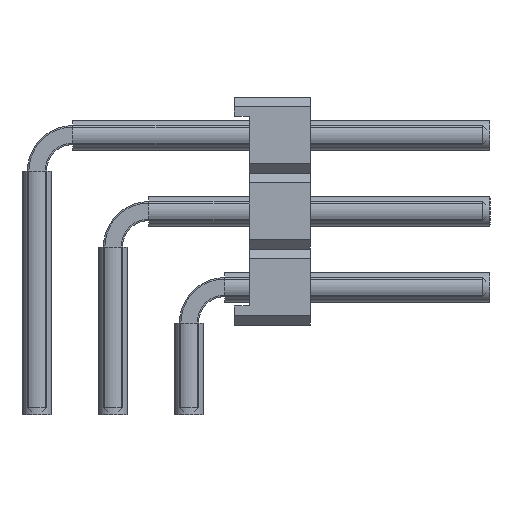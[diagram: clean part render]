
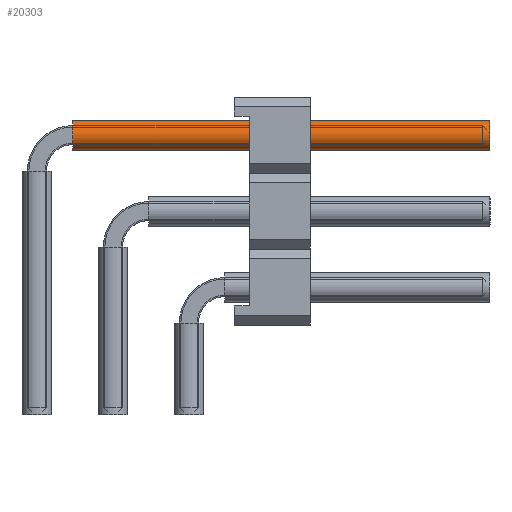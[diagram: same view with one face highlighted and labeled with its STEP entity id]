
A CAD part, left-side view. The second image highlights one B-rep face of the part: STEP entity #20303.
In plain terms, the highlighted cylindrical face has radius 0.5 mm (diameter 1 mm), a full revolution.
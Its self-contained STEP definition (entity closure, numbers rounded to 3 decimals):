
#10884=ORIENTED_EDGE('',*,*,#13864,.F.);
#10885=ORIENTED_EDGE('',*,*,#13865,.T.);
#13864=EDGE_CURVE('',#15824,#15824,#16612,.T.);
#13865=EDGE_CURVE('',#15825,#15825,#16613,.T.);
#15824=VERTEX_POINT('',#33823);
#15825=VERTEX_POINT('',#33825);
#16612=CIRCLE('',#22151,0.5);
#16613=CIRCLE('',#22152,0.5);
#17764=EDGE_LOOP('',(#10884));
#17765=EDGE_LOOP('',(#10885));
#18930=FACE_BOUND('',#17764,.T.);
#18931=FACE_BOUND('',#17765,.T.);
#19337=CYLINDRICAL_SURFACE('',#22150,0.5);
#20303=ADVANCED_FACE('',(#18930,#18931),#19337,.F.);
#22150=AXIS2_PLACEMENT_3D('',#33821,#27808,#27809);
#22151=AXIS2_PLACEMENT_3D('',#33822,#27810,#27811);
#22152=AXIS2_PLACEMENT_3D('',#33824,#27812,#27813);
#27808=DIRECTION('',(1.,0.,0.));
#27809=DIRECTION('',(0.,0.,-1.));
#27810=DIRECTION('',(-1.,0.,0.));
#27811=DIRECTION('',(0.,0.,1.));
#27812=DIRECTION('',(-1.,0.,0.));
#27813=DIRECTION('',(0.,0.,1.));
#33821=CARTESIAN_POINT('',(1.2,0.,9.35));
#33822=CARTESIAN_POINT('',(15.14,0.,9.35));
#33823=CARTESIAN_POINT('',(15.14,0.,9.85));
#33824=CARTESIAN_POINT('',(1.2,0.,9.35));
#33825=CARTESIAN_POINT('',(1.2,0.,9.85));
